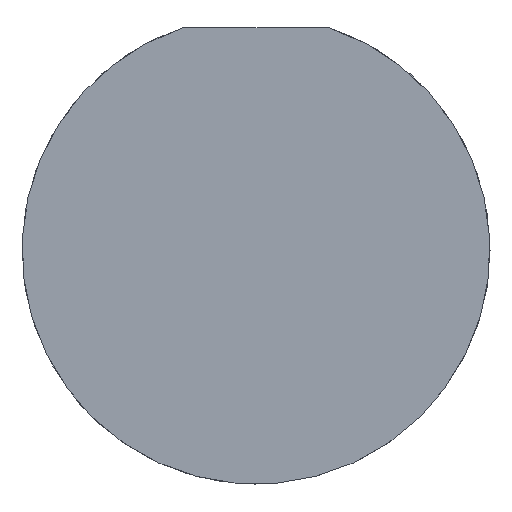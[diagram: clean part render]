
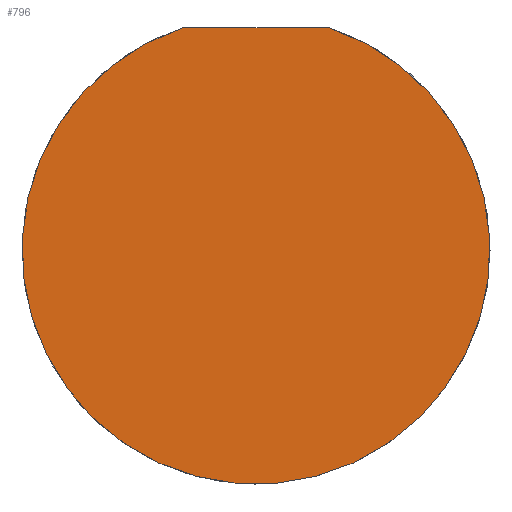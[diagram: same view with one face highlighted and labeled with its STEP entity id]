
A CAD part, front view. The second image highlights one B-rep face of the part: STEP entity #796.
In plain terms, the highlighted planar face has unit normal (0, -1, 0).
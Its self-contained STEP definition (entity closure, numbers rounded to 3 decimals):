
#30=CIRCLE('',#856,25.4);
#104=FACE_OUTER_BOUND('',#156,.T.);
#156=EDGE_LOOP('',(#543,#544));
#207=LINE('',#1237,#275);
#275=VECTOR('',#962,10.);
#343=VERTEX_POINT('',#1234);
#344=VERTEX_POINT('',#1236);
#419=EDGE_CURVE('',#344,#343,#207,.T.);
#422=EDGE_CURVE('',#343,#344,#30,.T.);
#543=ORIENTED_EDGE('',*,*,#422,.T.);
#544=ORIENTED_EDGE('',*,*,#419,.T.);
#767=PLANE('',#858);
#796=ADVANCED_FACE('',(#104),#767,.F.);
#856=AXIS2_PLACEMENT_3D('',#1241,#968,#969);
#858=AXIS2_PLACEMENT_3D('',#1243,#972,#973);
#962=DIRECTION('',(-1.,0.,0.));
#968=DIRECTION('center_axis',(0.,-1.,0.));
#969=DIRECTION('ref_axis',(1.,0.,0.));
#972=DIRECTION('center_axis',(0.,1.,0.));
#973=DIRECTION('ref_axis',(1.,0.,0.));
#1234=CARTESIAN_POINT('',(-2683.871,0.052,37216.885));
#1236=CARTESIAN_POINT('',(-2667.917,0.052,37216.885));
#1237=CARTESIAN_POINT('',(-2667.917,0.052,37216.885));
#1241=CARTESIAN_POINT('Origin',(-2675.894,0.052,37192.77));
#1243=CARTESIAN_POINT('Origin',(-2675.894,0.052,37192.128));
